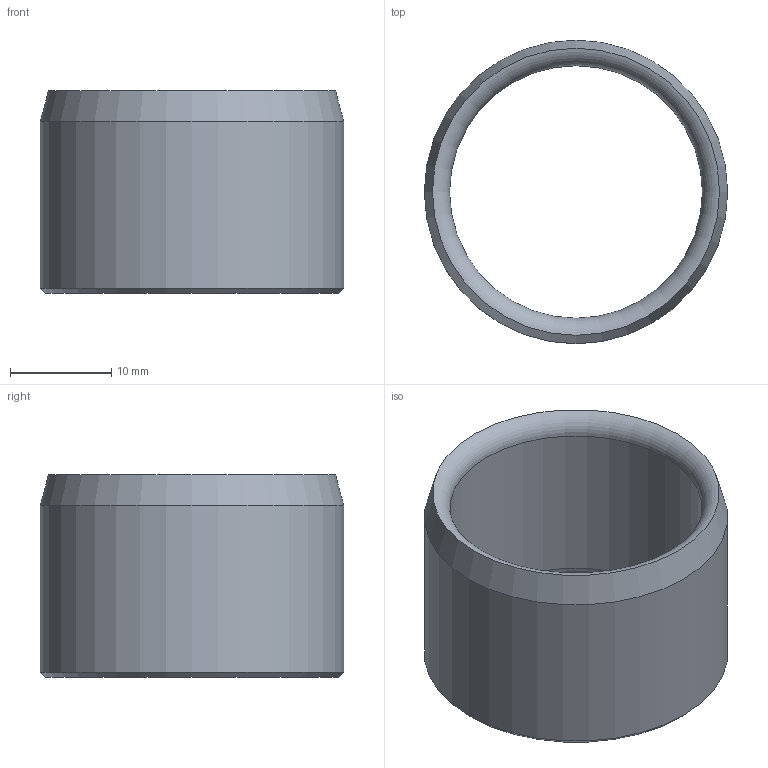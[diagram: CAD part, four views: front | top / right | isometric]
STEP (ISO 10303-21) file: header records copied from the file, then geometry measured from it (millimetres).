
FILE_DESCRIPTION(('STEP AP203'),'1');
FILE_NAME('620-025x30x20.stp','2018-05-21T09:01:04',(' '),(' '),'Spatial InterOp 3D',' ',' ');
FILE_SCHEMA(('CONFIG_CONTROL_DESIGN'));
Length unit declared in the file: metre
Products named in the file (2): 620-025x30x20
Assembly tree (1 placements, depth 2):
  (unnamed)
    620-025x30x20
Bounding box: 30 x 30 x 20 mm (x, y, z)
Volume: 4060.3 mm3; surface area: 3658.6 mm2
Topology: 1 solids, 1 shells, 6 faces, 15 edges, 9 vertices
Faces by surface type: torus 2, cylinder 2, cone 2
Full cylindrical faces by diameter (mm): 25 x1, 30 x1
Entity records: 228 total; most frequent: DIRECTION 28, CARTESIAN_POINT 20, AXIS2_PLACEMENT_3D 14, EDGE_LOOP 12, ORIENTED_EDGE 12, CC_DESIGN_PERSON_AND_ORGANIZATION_ASSIGNMENT 10, FACE_OUTER_BOUND 10, PERSON_AND_ORGANIZATION_ROLE 8
